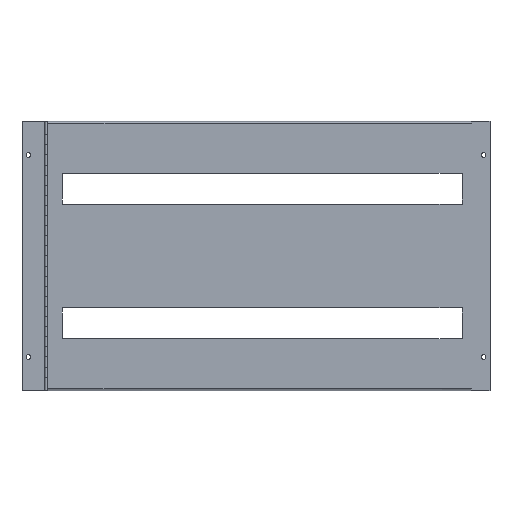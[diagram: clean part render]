
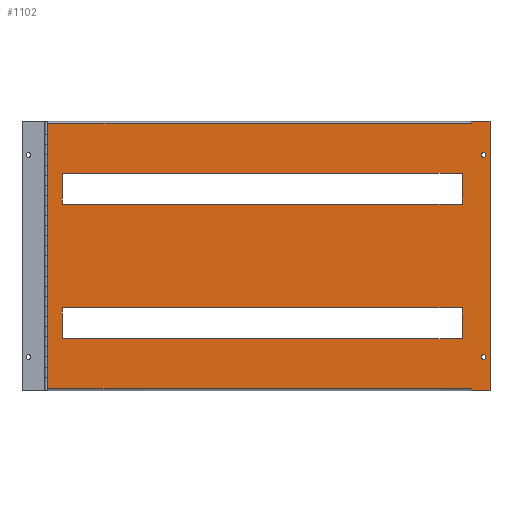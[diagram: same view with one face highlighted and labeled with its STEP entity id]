
A CAD part, top view. The second image highlights one B-rep face of the part: STEP entity #1102.
In plain terms, the highlighted planar face has unit normal (0, 0, 1).
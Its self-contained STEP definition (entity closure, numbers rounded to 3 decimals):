
#647=B_SPLINE_CURVE_WITH_KNOTS('',1,(#7580,#7581),.UNSPECIFIED.,.F.,.F.,
(2,2),(0.,1.),.UNSPECIFIED.);
#668=FACE_BOUND('',#1533,.T.);
#669=FACE_BOUND('',#1534,.T.);
#670=FACE_BOUND('',#1535,.T.);
#671=FACE_BOUND('',#1536,.T.);
#672=FACE_BOUND('',#1537,.T.);
#888=PLANE('',#5173);
#1102=ADVANCED_FACE('F2',(#668,#669,#670,#671,#672),#888,.F.);
#1533=EDGE_LOOP('',(#2834,#2835,#2836,#2837,#2838,#2839,#2840,#2841));
#1534=EDGE_LOOP('',(#2842));
#1535=EDGE_LOOP('',(#2843));
#1536=EDGE_LOOP('',(#2844,#2845,#2846,#2847));
#1537=EDGE_LOOP('',(#2848,#2849,#2850,#2851));
#1660=CIRCLE('',#5141,3.5);
#1662=CIRCLE('',#5144,3.5);
#2834=ORIENTED_EDGE('',*,*,#3893,.F.);
#2835=ORIENTED_EDGE('',*,*,#3891,.F.);
#2836=ORIENTED_EDGE('',*,*,#3865,.F.);
#2837=ORIENTED_EDGE('',*,*,#3847,.F.);
#2838=ORIENTED_EDGE('',*,*,#3844,.F.);
#2839=ORIENTED_EDGE('',*,*,#3841,.F.);
#2840=ORIENTED_EDGE('',*,*,#3838,.F.);
#2841=ORIENTED_EDGE('',*,*,#3894,.F.);
#2842=ORIENTED_EDGE('',*,*,#3834,.F.);
#2843=ORIENTED_EDGE('',*,*,#3831,.F.);
#2844=ORIENTED_EDGE('',*,*,#3820,.F.);
#2845=ORIENTED_EDGE('',*,*,#3823,.F.);
#2846=ORIENTED_EDGE('',*,*,#3826,.F.);
#2847=ORIENTED_EDGE('',*,*,#3828,.F.);
#2848=ORIENTED_EDGE('',*,*,#3808,.F.);
#2849=ORIENTED_EDGE('',*,*,#3811,.F.);
#2850=ORIENTED_EDGE('',*,*,#3814,.F.);
#2851=ORIENTED_EDGE('',*,*,#3816,.F.);
#3230=VERTEX_POINT('',#7396);
#3232=VERTEX_POINT('',#7400);
#3234=VERTEX_POINT('',#7406);
#3236=VERTEX_POINT('',#7412);
#3238=VERTEX_POINT('',#7420);
#3240=VERTEX_POINT('',#7424);
#3242=VERTEX_POINT('',#7430);
#3244=VERTEX_POINT('',#7436);
#3245=VERTEX_POINT('',#7443);
#3247=VERTEX_POINT('',#7449);
#3249=VERTEX_POINT('',#7455);
#3252=VERTEX_POINT('',#7460);
#3253=VERTEX_POINT('',#7464);
#3256=VERTEX_POINT('',#7471);
#3257=VERTEX_POINT('',#7476);
#3271=VERTEX_POINT('',#7518);
#3288=VERTEX_POINT('',#7575);
#3289=VERTEX_POINT('',#7579);
#3808=EDGE_CURVE('E4',#3232,#3230,#4301,.T.);
#3811=EDGE_CURVE('E3',#3234,#3232,#4304,.T.);
#3814=EDGE_CURVE('E2',#3236,#3234,#4307,.T.);
#3816=EDGE_CURVE('E1',#3230,#3236,#4309,.T.);
#3820=EDGE_CURVE('E8',#3240,#3238,#4313,.T.);
#3823=EDGE_CURVE('E7',#3242,#3240,#4316,.T.);
#3826=EDGE_CURVE('E6',#3244,#3242,#4319,.T.);
#3828=EDGE_CURVE('E5',#3238,#3244,#4321,.T.);
#3831=EDGE_CURVE('E9',#3245,#3245,#1660,.T.);
#3834=EDGE_CURVE('E10',#3247,#3247,#1662,.T.);
#3838=EDGE_CURVE('E12',#3252,#3249,#4327,.T.);
#3841=EDGE_CURVE('E13',#3249,#3253,#4330,.T.);
#3844=EDGE_CURVE('E14',#3253,#3256,#4333,.T.);
#3847=EDGE_CURVE('E15',#3256,#3257,#4335,.T.);
#3865=EDGE_CURVE('E16',#3257,#3271,#4350,.T.);
#3891=EDGE_CURVE('E17',#3271,#3288,#4366,.T.);
#3893=EDGE_CURVE('E18',#3288,#3289,#4367,.T.);
#3894=EDGE_CURVE('E11',#3289,#3252,#647,.T.);
#4301=LINE('',#7401,#4770);
#4304=LINE('',#7407,#4773);
#4307=LINE('',#7413,#4776);
#4309=LINE('',#7416,#4778);
#4313=LINE('',#7425,#4782);
#4316=LINE('',#7431,#4785);
#4319=LINE('',#7437,#4788);
#4321=LINE('',#7440,#4790);
#4327=LINE('',#7461,#4796);
#4330=LINE('',#7467,#4799);
#4333=LINE('',#7473,#4802);
#4335=LINE('',#7479,#4804);
#4350=LINE('',#7517,#4819);
#4366=LINE('',#7574,#4835);
#4367=LINE('',#7578,#4836);
#4770=VECTOR('',#6177,1.);
#4773=VECTOR('',#6182,1.);
#4776=VECTOR('',#6187,1.);
#4778=VECTOR('',#6191,1.);
#4782=VECTOR('',#6197,1.);
#4785=VECTOR('',#6202,1.);
#4788=VECTOR('',#6207,1.);
#4790=VECTOR('',#6211,1.);
#4796=VECTOR('',#6231,1.);
#4799=VECTOR('',#6236,1.);
#4802=VECTOR('',#6241,1.);
#4804=VECTOR('',#6247,1.);
#4819=VECTOR('',#6276,1.);
#4835=VECTOR('',#6320,1.);
#4836=VECTOR('',#6325,1.);
#5141=AXIS2_PLACEMENT_3D('',#7446,#6217,#6218);
#5144=AXIS2_PLACEMENT_3D('',#7452,#6224,#6225);
#5173=AXIS2_PLACEMENT_3D('',#7582,#6326,#6327);
#6177=DIRECTION('',(0.,1.,0.));
#6182=DIRECTION('',(1.,0.,0.));
#6187=DIRECTION('',(0.,-1.,0.));
#6191=DIRECTION('',(-1.,0.,0.));
#6197=DIRECTION('',(0.,-1.,0.));
#6202=DIRECTION('',(-1.,0.,0.));
#6207=DIRECTION('',(0.,1.,0.));
#6211=DIRECTION('',(1.,0.,0.));
#6217=DIRECTION('',(0.,0.,1.));
#6218=DIRECTION('',(1.,0.,0.));
#6224=DIRECTION('',(0.,0.,1.));
#6225=DIRECTION('',(1.,0.,0.));
#6231=DIRECTION('',(1.,0.,0.));
#6236=DIRECTION('',(0.,-1.,0.));
#6241=DIRECTION('',(-1.,0.,0.));
#6247=DIRECTION('',(0.,1.,0.));
#6276=DIRECTION('',(-1.,0.,0.));
#6320=DIRECTION('',(0.,1.,0.));
#6325=DIRECTION('',(1.,0.,0.));
#6326=DIRECTION('',(0.,0.,-1.));
#6327=DIRECTION('',(0.,-1.,0.));
#7396=CARTESIAN_POINT('',(-519.521,-1173.305,64.137));
#7400=CARTESIAN_POINT('',(-519.521,-1219.305,64.137));
#7401=CARTESIAN_POINT('',(-519.521,-1196.305,64.137));
#7406=CARTESIAN_POINT('',(-1113.521,-1219.305,64.137));
#7407=CARTESIAN_POINT('',(-816.521,-1219.305,64.137));
#7412=CARTESIAN_POINT('',(-1113.521,-1173.305,64.137));
#7413=CARTESIAN_POINT('',(-1113.521,-1196.305,64.137));
#7416=CARTESIAN_POINT('',(-816.521,-1173.305,64.137));
#7420=CARTESIAN_POINT('',(-1113.521,-1419.305,64.137));
#7424=CARTESIAN_POINT('',(-1113.521,-1373.305,64.137));
#7425=CARTESIAN_POINT('',(-1113.521,-1396.305,64.137));
#7430=CARTESIAN_POINT('',(-519.521,-1373.305,64.137));
#7431=CARTESIAN_POINT('',(-816.521,-1373.305,64.137));
#7436=CARTESIAN_POINT('',(-519.521,-1419.305,64.137));
#7437=CARTESIAN_POINT('',(-519.521,-1396.305,64.137));
#7440=CARTESIAN_POINT('',(-816.521,-1419.305,64.137));
#7443=CARTESIAN_POINT('',(-484.021,-1146.305,64.137));
#7446=CARTESIAN_POINT('',(-487.521,-1146.305,64.137));
#7449=CARTESIAN_POINT('',(-484.021,-1446.305,64.137));
#7452=CARTESIAN_POINT('',(-487.521,-1446.305,64.137));
#7455=CARTESIAN_POINT('',(-478.021,-1096.555,64.137));
#7460=CARTESIAN_POINT('',(-505.521,-1096.555,64.137));
#7461=CARTESIAN_POINT('',(-491.771,-1096.555,64.137));
#7464=CARTESIAN_POINT('',(-478.021,-1496.055,64.137));
#7467=CARTESIAN_POINT('',(-478.021,-1246.305,64.137));
#7471=CARTESIAN_POINT('',(-505.521,-1496.055,64.137));
#7473=CARTESIAN_POINT('',(-491.771,-1496.055,64.137));
#7476=CARTESIAN_POINT('',(-505.521,-1493.255,64.137));
#7479=CARTESIAN_POINT('',(-505.522,-1096.525,64.137));
#7517=CARTESIAN_POINT('',(-505.491,-1493.255,64.137));
#7518=CARTESIAN_POINT('',(-1134.519,-1493.255,64.137));
#7574=CARTESIAN_POINT('',(-1134.519,-1411.03,64.137));
#7575=CARTESIAN_POINT('',(-1134.521,-1099.355,64.137));
#7578=CARTESIAN_POINT('',(-1134.551,-1099.355,64.137));
#7579=CARTESIAN_POINT('',(-505.521,-1099.355,64.137));
#7580=CARTESIAN_POINT('',(-505.521,-1099.355,64.137));
#7581=CARTESIAN_POINT('',(-505.521,-1096.555,64.137));
#7582=CARTESIAN_POINT('',(-477.991,-1096.525,64.137));
